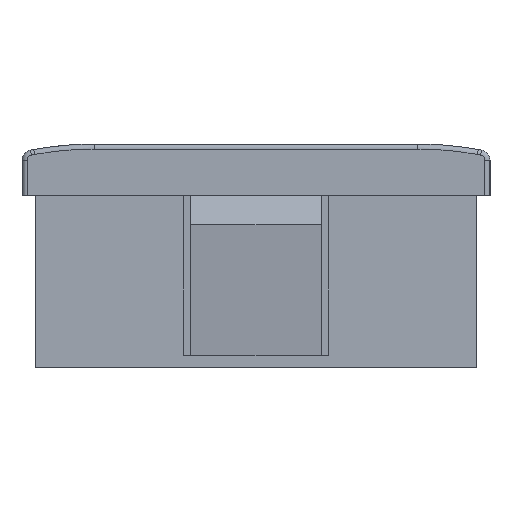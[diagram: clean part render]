
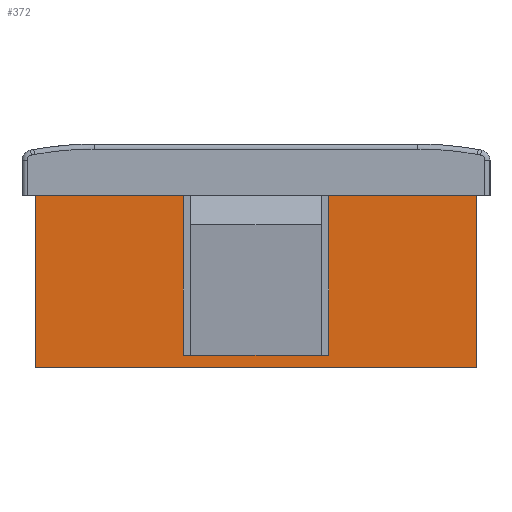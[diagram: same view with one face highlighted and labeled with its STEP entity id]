
A CAD part, left-side view. The second image highlights one B-rep face of the part: STEP entity #372.
In plain terms, the highlighted planar face has unit normal (-1, 0, 0).
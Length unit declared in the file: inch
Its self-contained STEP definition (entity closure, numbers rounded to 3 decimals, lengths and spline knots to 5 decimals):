
#68 = ORIENTED_EDGE ( 'NONE', *, *, #564, .F. ) ;
#152 = EDGE_LOOP ( 'NONE', ( #373, #377, #380, #383, #253, #258, #264, #68, #621, #711 ) ) ;
#253 = ORIENTED_EDGE ( 'NONE', *, *, #255, .T. ) ;
#255 = EDGE_CURVE ( 'NONE', #385, #386, #3077, .T. ) ;
#258 = ORIENTED_EDGE ( 'NONE', *, *, #259, .T. ) ;
#259 = EDGE_CURVE ( 'NONE', #386, #261, #3069, .T. ) ;
#261 = VERTEX_POINT ( 'NONE', #3065 ) ;
#264 = ORIENTED_EDGE ( 'NONE', *, *, #265, .T. ) ;
#265 = EDGE_CURVE ( 'NONE', #261, #266, #3058, .T. ) ;
#266 = VERTEX_POINT ( 'NONE', #3054 ) ;
#372 = ADVANCED_FACE ( 'NONE', ( #3115 ), #3114, .F. ) ;
#373 = ORIENTED_EDGE ( 'NONE', *, *, #374, .T. ) ;
#374 = EDGE_CURVE ( 'NONE', #375, #376, #3112, .T. ) ;
#375 = VERTEX_POINT ( 'NONE', #3105 ) ;
#376 = VERTEX_POINT ( 'NONE', #3104 ) ;
#377 = ORIENTED_EDGE ( 'NONE', *, *, #378, .F. ) ;
#378 = EDGE_CURVE ( 'NONE', #379, #376, #3102, .T. ) ;
#379 = VERTEX_POINT ( 'NONE', #3174 ) ;
#380 = ORIENTED_EDGE ( 'NONE', *, *, #381, .F. ) ;
#381 = EDGE_CURVE ( 'NONE', #382, #379, #3370, .T. ) ;
#382 = VERTEX_POINT ( 'NONE', #3221 ) ;
#383 = ORIENTED_EDGE ( 'NONE', *, *, #384, .F. ) ;
#384 = EDGE_CURVE ( 'NONE', #385, #382, #3220, .T. ) ;
#385 = VERTEX_POINT ( 'NONE', #3362 ) ;
#386 = VERTEX_POINT ( 'NONE', #3366 ) ;
#564 = EDGE_CURVE ( 'NONE', #596, #266, #3495, .T. ) ;
#596 = VERTEX_POINT ( 'NONE', #3814 ) ;
#621 = ORIENTED_EDGE ( 'NONE', *, *, #622, .F. ) ;
#622 = EDGE_CURVE ( 'NONE', #623, #596, #3846, .T. ) ;
#623 = VERTEX_POINT ( 'NONE', #3653 ) ;
#711 = ORIENTED_EDGE ( 'NONE', *, *, #712, .T. ) ;
#712 = EDGE_CURVE ( 'NONE', #623, #375, #3751, .T. ) ;
#2885 = DIRECTION ( 'NONE',  ( 0., 0., 1. ) ) ;
#3054 = CARTESIAN_POINT ( 'NONE',  ( -2.46, 1.32, -0.31 ) ) ;
#3055 = DIRECTION ( 'NONE',  ( 0., 1., 0. ) ) ;
#3056 = VECTOR ( 'NONE', #3055, 39.37008 ) ;
#3057 = CARTESIAN_POINT ( 'NONE',  ( -2.46, 1.32, -0.31 ) ) ;
#3058 = LINE ( 'NONE', #3057, #3056 ) ;
#3065 = CARTESIAN_POINT ( 'NONE',  ( -2.46, 0.43524, -0.31 ) ) ;
#3066 = DIRECTION ( 'NONE',  ( 0., 0., 1. ) ) ;
#3067 = VECTOR ( 'NONE', #3066, 39.37008 ) ;
#3068 = CARTESIAN_POINT ( 'NONE',  ( -2.46, 0.43524, -0.31 ) ) ;
#3069 = LINE ( 'NONE', #3068, #3067 ) ;
#3074 = DIRECTION ( 'NONE',  ( 0., 1., 0. ) ) ;
#3075 = VECTOR ( 'NONE', #3074, 39.37008 ) ;
#3076 = CARTESIAN_POINT ( 'NONE',  ( -2.46, 0.391, -1.26302 ) ) ;
#3077 = LINE ( 'NONE', #3076, #3075 ) ;
#3100 = VECTOR ( 'NONE', #2885, 39.37008 ) ;
#3101 = CARTESIAN_POINT ( 'NONE',  ( -2.46, -0.43524, -0.31 ) ) ;
#3102 = LINE ( 'NONE', #3101, #3100 ) ;
#3104 = CARTESIAN_POINT ( 'NONE',  ( -2.46, -0.43524, -0.31 ) ) ;
#3105 = CARTESIAN_POINT ( 'NONE',  ( -2.46, -1.32, -0.31 ) ) ;
#3106 = DIRECTION ( 'NONE',  ( 0., 1., 0. ) ) ;
#3107 = VECTOR ( 'NONE', #3106, 39.37008 ) ;
#3108 = CARTESIAN_POINT ( 'NONE',  ( -2.46, 1.32, -0.31 ) ) ;
#3109 = DIRECTION ( 'NONE',  ( 0., 1., 0. ) ) ;
#3110 = DIRECTION ( 'NONE',  ( 1., 0., 0. ) ) ;
#3111 = CARTESIAN_POINT ( 'NONE',  ( -2.46, 1.32, -1.34 ) ) ;
#3112 = LINE ( 'NONE', #3108, #3107 ) ;
#3113 = AXIS2_PLACEMENT_3D ( 'NONE', #3111, #3110, #3109 ) ;
#3114 = PLANE ( 'NONE',  #3113 ) ;
#3115 = FACE_OUTER_BOUND ( 'NONE', #152, .T. ) ;
#3174 = CARTESIAN_POINT ( 'NONE',  ( -2.46, -0.43524, -1.26302 ) ) ;
#3220 = LINE ( 'NONE', #3365, #3364 ) ;
#3221 = CARTESIAN_POINT ( 'NONE',  ( -2.46, -0.391, -1.26302 ) ) ;
#3362 = CARTESIAN_POINT ( 'NONE',  ( -2.46, 0.391, -1.26302 ) ) ;
#3363 = DIRECTION ( 'NONE',  ( 0., -1., 0. ) ) ;
#3364 = VECTOR ( 'NONE', #3363, 39.37008 ) ;
#3365 = CARTESIAN_POINT ( 'NONE',  ( -2.46, 0.391, -1.26302 ) ) ;
#3366 = CARTESIAN_POINT ( 'NONE',  ( -2.46, 0.43524, -1.26302 ) ) ;
#3367 = DIRECTION ( 'NONE',  ( 0., -1., 0. ) ) ;
#3368 = VECTOR ( 'NONE', #3367, 39.37008 ) ;
#3369 = CARTESIAN_POINT ( 'NONE',  ( -2.46, -0.391, -1.26302 ) ) ;
#3370 = LINE ( 'NONE', #3369, #3368 ) ;
#3492 = DIRECTION ( 'NONE',  ( 0., 0., 1. ) ) ;
#3493 = VECTOR ( 'NONE', #3492, 39.37008 ) ;
#3494 = CARTESIAN_POINT ( 'NONE',  ( -2.46, 1.32, -1.34 ) ) ;
#3495 = LINE ( 'NONE', #3494, #3493 ) ;
#3653 = CARTESIAN_POINT ( 'NONE',  ( -2.46, -1.32, -1.34 ) ) ;
#3654 = DIRECTION ( 'NONE',  ( 0., 1., 0. ) ) ;
#3655 = VECTOR ( 'NONE', #3654, 39.37008 ) ;
#3748 = DIRECTION ( 'NONE',  ( 0., 0., 1. ) ) ;
#3749 = VECTOR ( 'NONE', #3748, 39.37008 ) ;
#3750 = CARTESIAN_POINT ( 'NONE',  ( -2.46, -1.32, -1.34 ) ) ;
#3751 = LINE ( 'NONE', #3750, #3749 ) ;
#3814 = CARTESIAN_POINT ( 'NONE',  ( -2.46, 1.32, -1.34 ) ) ;
#3845 = CARTESIAN_POINT ( 'NONE',  ( -2.46, 1.32, -1.34 ) ) ;
#3846 = LINE ( 'NONE', #3845, #3655 ) ;
